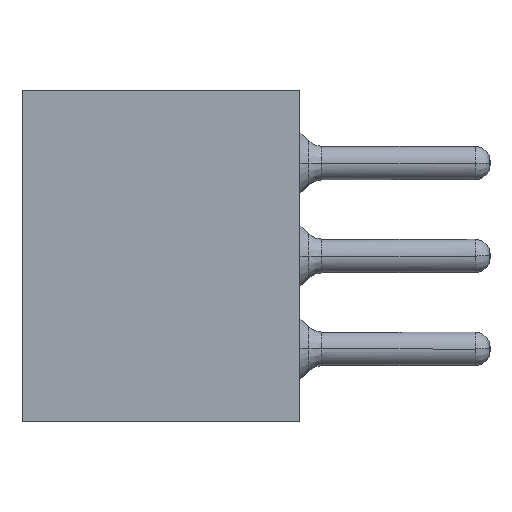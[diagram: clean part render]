
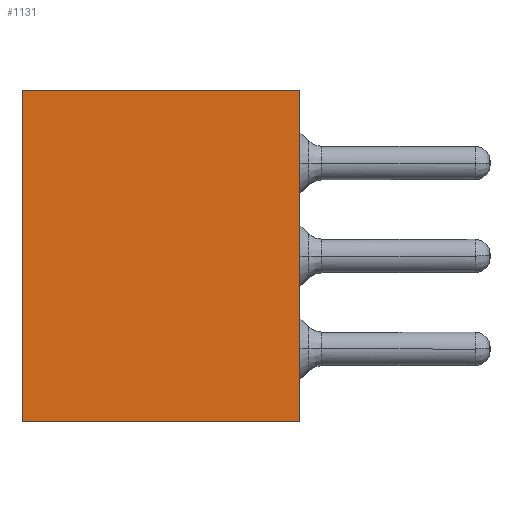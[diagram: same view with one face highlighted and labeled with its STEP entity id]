
A CAD part, left-side view. The second image highlights one B-rep face of the part: STEP entity #1131.
In plain terms, the highlighted planar face has unit normal (-1, 0, 0).
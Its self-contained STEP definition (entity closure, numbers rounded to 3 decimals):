
#1080=CARTESIAN_POINT('',(0.,1.9,-1.625));
#1081=DIRECTION('',(0.,0.,1.));
#1082=DIRECTION('',(-1.,0.,0.));
#1083=AXIS2_PLACEMENT_3D('',#1080,#1082,#1081);
#1084=PLANE('',#1083);
#1085=CARTESIAN_POINT('',(0.,3.8,0.635));
#1086=VERTEX_POINT('',#1085);
#1087=CARTESIAN_POINT('',(0.,0.,0.635));
#1088=VERTEX_POINT('',#1087);
#1089=CARTESIAN_POINT('',(0.,3.8,0.635));
#1090=CARTESIAN_POINT('',(0.,3.04,0.635));
#1091=CARTESIAN_POINT('',(0.,2.28,0.635));
#1092=CARTESIAN_POINT('',(0.,1.52,0.635));
#1093=CARTESIAN_POINT('',(0.,0.76,0.635));
#1094=CARTESIAN_POINT('',(0.,0.,0.635));
#1095=B_SPLINE_CURVE_WITH_KNOTS('',5,(#1089,#1090,#1091,#1092,#1093,#1094),.UNSPECIFIED.,.F.,.U.,(6,6),(0.,3.8),.UNSPECIFIED.);
#1096=EDGE_CURVE('',#1086,#1088,#1095,.T.);
#1097=ORIENTED_EDGE('',*,*,#1096,.F.);
#1098=CARTESIAN_POINT('',(0.,3.8,-3.885));
#1099=VERTEX_POINT('',#1098);
#1100=CARTESIAN_POINT('',(0.,3.8,0.635));
#1101=CARTESIAN_POINT('',(0.,3.8,-0.269));
#1102=CARTESIAN_POINT('',(0.,3.8,-1.173));
#1103=CARTESIAN_POINT('',(0.,3.8,-2.077));
#1104=CARTESIAN_POINT('',(0.,3.8,-2.981));
#1105=CARTESIAN_POINT('',(0.,3.8,-3.885));
#1106=B_SPLINE_CURVE_WITH_KNOTS('',5,(#1100,#1101,#1102,#1103,#1104,#1105),.UNSPECIFIED.,.F.,.U.,(6,6),(0.,4.52),.UNSPECIFIED.);
#1107=EDGE_CURVE('',#1086,#1099,#1106,.T.);
#1108=ORIENTED_EDGE('',*,*,#1107,.T.);
#1109=CARTESIAN_POINT('',(0.,0.,-3.885));
#1110=VERTEX_POINT('',#1109);
#1111=CARTESIAN_POINT('',(0.,0.,-3.885));
#1112=CARTESIAN_POINT('',(0.,0.76,-3.885));
#1113=CARTESIAN_POINT('',(0.,1.52,-3.885));
#1114=CARTESIAN_POINT('',(0.,2.28,-3.885));
#1115=CARTESIAN_POINT('',(0.,3.04,-3.885));
#1116=CARTESIAN_POINT('',(0.,3.8,-3.885));
#1117=B_SPLINE_CURVE_WITH_KNOTS('',5,(#1111,#1112,#1113,#1114,#1115,#1116),.UNSPECIFIED.,.F.,.U.,(6,6),(0.,3.8),.UNSPECIFIED.);
#1118=EDGE_CURVE('',#1110,#1099,#1117,.T.);
#1119=ORIENTED_EDGE('',*,*,#1118,.F.);
#1120=CARTESIAN_POINT('',(0.,0.,0.635));
#1121=CARTESIAN_POINT('',(0.,0.,-0.269));
#1122=CARTESIAN_POINT('',(0.,0.,-1.173));
#1123=CARTESIAN_POINT('',(0.,0.,-2.077));
#1124=CARTESIAN_POINT('',(0.,0.,-2.981));
#1125=CARTESIAN_POINT('',(0.,0.,-3.885));
#1126=B_SPLINE_CURVE_WITH_KNOTS('',5,(#1120,#1121,#1122,#1123,#1124,#1125),.UNSPECIFIED.,.F.,.U.,(6,6),(0.,4.52),.UNSPECIFIED.);
#1127=EDGE_CURVE('',#1088,#1110,#1126,.T.);
#1128=ORIENTED_EDGE('',*,*,#1127,.F.);
#1129=EDGE_LOOP('',(#1097,#1108,#1119,#1128));
#1130=FACE_OUTER_BOUND('',#1129,.T.);
#1131=ADVANCED_FACE('',(#1130),#1084,.T.);
